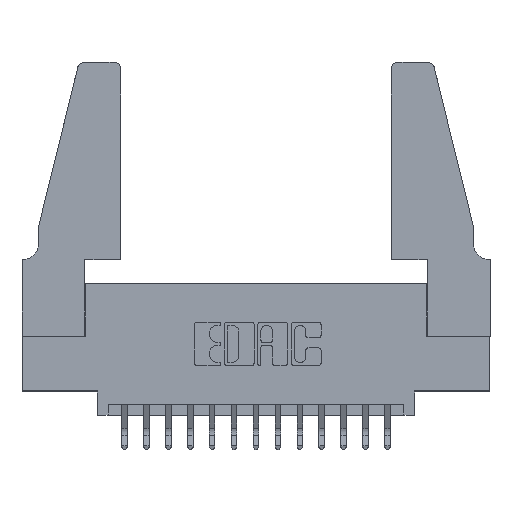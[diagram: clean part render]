
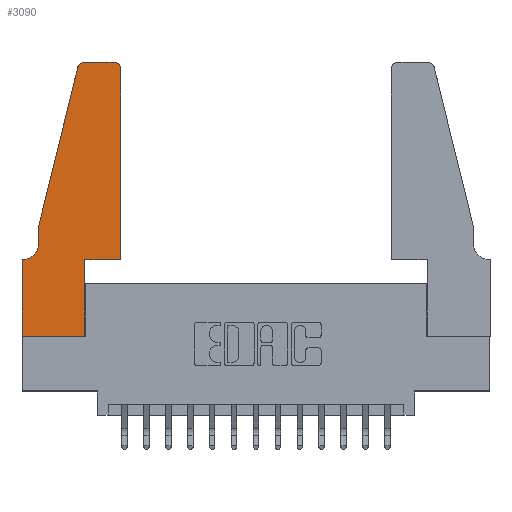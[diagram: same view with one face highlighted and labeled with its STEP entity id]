
A CAD part, top view. The second image highlights one B-rep face of the part: STEP entity #3090.
In plain terms, the highlighted planar face has unit normal (0, 0, 1).
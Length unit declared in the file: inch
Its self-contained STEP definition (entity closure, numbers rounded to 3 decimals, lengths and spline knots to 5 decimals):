
#309 = CARTESIAN_POINT ( 'NONE',  ( 0.2865, 0.35, 0.37 ) ) ;
#563 = DIRECTION ( 'NONE',  ( 0., 0., 1. ) ) ;
#677 = CARTESIAN_POINT ( 'NONE',  ( 0.4505, 1.22, 0.37 ) ) ;
#690 = LINE ( 'NONE', #4104, #16139 ) ;
#714 = VERTEX_POINT ( 'NONE', #11895 ) ;
#811 = ORIENTED_EDGE ( 'NONE', *, *, #14996, .T. ) ;
#951 = CARTESIAN_POINT ( 'NONE',  ( 0.0755, 0.42, 0.37 ) ) ;
#1114 = ORIENTED_EDGE ( 'NONE', *, *, #13856, .T. ) ;
#1182 = VECTOR ( 'NONE', #8812, 39.37008 ) ;
#1209 = CARTESIAN_POINT ( 'NONE',  ( 0.25487, 1.22718, 0.37 ) ) ;
#1223 = VERTEX_POINT ( 'NONE', #2593 ) ;
#1227 = CARTESIAN_POINT ( 'NONE',  ( 0., 0., 0.37 ) ) ;
#1286 = VECTOR ( 'NONE', #13006, 39.37008 ) ;
#1379 = EDGE_CURVE ( 'NONE', #9914, #1223, #3428, .T. ) ;
#1494 = CIRCLE ( 'NONE', #10647, 0.03 ) ;
#1669 = EDGE_CURVE ( 'NONE', #11120, #3203, #3818, .T. ) ;
#1736 = DIRECTION ( 'NONE',  ( 1., 0., 0. ) ) ;
#1778 = CARTESIAN_POINT ( 'NONE',  ( 0.0755, 0.5, 0.37 ) ) ;
#1787 = EDGE_CURVE ( 'NONE', #714, #12984, #8825, .T. ) ;
#1880 = VECTOR ( 'NONE', #2896, 39.37008 ) ;
#1910 = CIRCLE ( 'NONE', #3865, 0.03 ) ;
#2106 = EDGE_CURVE ( 'NONE', #5018, #714, #10440, .T. ) ;
#2593 = CARTESIAN_POINT ( 'NONE',  ( 0.0055, 0.35, 0.37 ) ) ;
#2692 = CARTESIAN_POINT ( 'NONE',  ( 0.2865, 0.35, 0.37 ) ) ;
#2742 = CARTESIAN_POINT ( 'NONE',  ( 0.0755, 0.35, 0.37 ) ) ;
#2746 = PLANE ( 'NONE',  #5868 ) ;
#2896 = DIRECTION ( 'NONE',  ( 0., 1., 0. ) ) ;
#2910 = LINE ( 'NONE', #1227, #14959 ) ;
#2950 = LINE ( 'NONE', #8709, #12825 ) ;
#3090 = ADVANCED_FACE ( 'NONE', ( #10807 ), #2746, .T. ) ;
#3203 = VERTEX_POINT ( 'NONE', #1778 ) ;
#3252 = CARTESIAN_POINT ( 'NONE',  ( 0.0755, 0.5, 0.37 ) ) ;
#3428 = CIRCLE ( 'NONE', #12141, 0.07 ) ;
#3600 = CARTESIAN_POINT ( 'NONE',  ( 0., 0., 0.37 ) ) ;
#3640 = ORIENTED_EDGE ( 'NONE', *, *, #4890, .T. ) ;
#3683 = ORIENTED_EDGE ( 'NONE', *, *, #1787, .T. ) ;
#3818 = LINE ( 'NONE', #3252, #10262 ) ;
#3865 = AXIS2_PLACEMENT_3D ( 'NONE', #8271, #563, #1736 ) ;
#4104 = CARTESIAN_POINT ( 'NONE',  ( 0., 0., 0.37 ) ) ;
#4202 = DIRECTION ( 'NONE',  ( -1., 0., 0. ) ) ;
#4304 = ORIENTED_EDGE ( 'NONE', *, *, #2106, .T. ) ;
#4535 = EDGE_LOOP ( 'NONE', ( #8930, #6484, #6421, #4789, #4644, #12139, #10728, #3640, #811, #4304, #3683, #1114 ) ) ;
#4644 = ORIENTED_EDGE ( 'NONE', *, *, #1379, .T. ) ;
#4701 = LINE ( 'NONE', #2742, #1286 ) ;
#4789 = ORIENTED_EDGE ( 'NONE', *, *, #12284, .T. ) ;
#4890 = EDGE_CURVE ( 'NONE', #12225, #13202, #2910, .T. ) ;
#5018 = VERTEX_POINT ( 'NONE', #2692 ) ;
#5289 = DIRECTION ( 'NONE',  ( -1., 0., 0. ) ) ;
#5396 = VERTEX_POINT ( 'NONE', #14336 ) ;
#5868 = AXIS2_PLACEMENT_3D ( 'NONE', #15485, #9106, #15591 ) ;
#6085 = CARTESIAN_POINT ( 'NONE',  ( 0., 0.35, 0.37 ) ) ;
#6110 = VERTEX_POINT ( 'NONE', #7154 ) ;
#6291 = VERTEX_POINT ( 'NONE', #6085 ) ;
#6421 = ORIENTED_EDGE ( 'NONE', *, *, #1669, .T. ) ;
#6484 = ORIENTED_EDGE ( 'NONE', *, *, #13094, .T. ) ;
#6494 = DIRECTION ( 'NONE',  ( 0., 0., 1. ) ) ;
#6550 = DIRECTION ( 'NONE',  ( 0., -1., 0. ) ) ;
#6607 = DIRECTION ( 'NONE',  ( 1., 0., 0. ) ) ;
#6706 = CARTESIAN_POINT ( 'NONE',  ( 0.2605, 1.25, 0.37 ) ) ;
#7154 = CARTESIAN_POINT ( 'NONE',  ( 0.284, 1.25, 0.37 ) ) ;
#7332 = CARTESIAN_POINT ( 'NONE',  ( 0.4505, 0.35, 0.37 ) ) ;
#8271 = CARTESIAN_POINT ( 'NONE',  ( 0.284, 1.22, 0.37 ) ) ;
#8691 = CARTESIAN_POINT ( 'NONE',  ( 0.2865, 0., 0.37 ) ) ;
#8709 = CARTESIAN_POINT ( 'NONE',  ( 0.0755, 0.5, 0.37 ) ) ;
#8812 = DIRECTION ( 'NONE',  ( 0., 1., 0. ) ) ;
#8825 = LINE ( 'NONE', #7332, #1182 ) ;
#8930 = ORIENTED_EDGE ( 'NONE', *, *, #14944, .T. ) ;
#9106 = DIRECTION ( 'NONE',  ( 0., 0., 1. ) ) ;
#9119 = DIRECTION ( 'NONE',  ( 0., 0., -1. ) ) ;
#9914 = VERTEX_POINT ( 'NONE', #951 ) ;
#10262 = VECTOR ( 'NONE', #11023, 39.37008 ) ;
#10440 = LINE ( 'NONE', #10793, #13449 ) ;
#10647 = AXIS2_PLACEMENT_3D ( 'NONE', #14375, #6494, #6607 ) ;
#10728 = ORIENTED_EDGE ( 'NONE', *, *, #13882, .T. ) ;
#10793 = CARTESIAN_POINT ( 'NONE',  ( 0.4505, 0.35, 0.37 ) ) ;
#10807 = FACE_OUTER_BOUND ( 'NONE', #4535, .T. ) ;
#10937 = LINE ( 'NONE', #6706, #15932 ) ;
#11023 = DIRECTION ( 'NONE',  ( -0.239, -0.971, 0. ) ) ;
#11120 = VERTEX_POINT ( 'NONE', #1209 ) ;
#11423 = DIRECTION ( 'NONE',  ( 1., 0., 0. ) ) ;
#11895 = CARTESIAN_POINT ( 'NONE',  ( 0.4505, 0.35, 0.37 ) ) ;
#12139 = ORIENTED_EDGE ( 'NONE', *, *, #14665, .T. ) ;
#12141 = AXIS2_PLACEMENT_3D ( 'NONE', #13070, #9119, #5289 ) ;
#12225 = VERTEX_POINT ( 'NONE', #3600 ) ;
#12284 = EDGE_CURVE ( 'NONE', #3203, #9914, #2950, .T. ) ;
#12825 = VECTOR ( 'NONE', #14983, 39.37008 ) ;
#12984 = VERTEX_POINT ( 'NONE', #677 ) ;
#13006 = DIRECTION ( 'NONE',  ( -1., 0., 0. ) ) ;
#13070 = CARTESIAN_POINT ( 'NONE',  ( 0.0055, 0.42, 0.37 ) ) ;
#13094 = EDGE_CURVE ( 'NONE', #6110, #11120, #1910, .T. ) ;
#13202 = VERTEX_POINT ( 'NONE', #8691 ) ;
#13426 = DIRECTION ( 'NONE',  ( 1., 0., 0. ) ) ;
#13449 = VECTOR ( 'NONE', #13426, 39.37008 ) ;
#13856 = EDGE_CURVE ( 'NONE', #12984, #5396, #1494, .T. ) ;
#13882 = EDGE_CURVE ( 'NONE', #6291, #12225, #690, .T. ) ;
#14336 = CARTESIAN_POINT ( 'NONE',  ( 0.4205, 1.25, 0.37 ) ) ;
#14375 = CARTESIAN_POINT ( 'NONE',  ( 0.4205, 1.22, 0.37 ) ) ;
#14665 = EDGE_CURVE ( 'NONE', #1223, #6291, #4701, .T. ) ;
#14944 = EDGE_CURVE ( 'NONE', #5396, #6110, #10937, .T. ) ;
#14959 = VECTOR ( 'NONE', #11423, 39.37008 ) ;
#14983 = DIRECTION ( 'NONE',  ( 0., -1., 0. ) ) ;
#14996 = EDGE_CURVE ( 'NONE', #13202, #5018, #15532, .T. ) ;
#15485 = CARTESIAN_POINT ( 'NONE',  ( 0., 0.35, 0.37 ) ) ;
#15532 = LINE ( 'NONE', #309, #1880 ) ;
#15591 = DIRECTION ( 'NONE',  ( 1., 0., 0. ) ) ;
#15932 = VECTOR ( 'NONE', #4202, 39.37008 ) ;
#16139 = VECTOR ( 'NONE', #6550, 39.37008 ) ;
